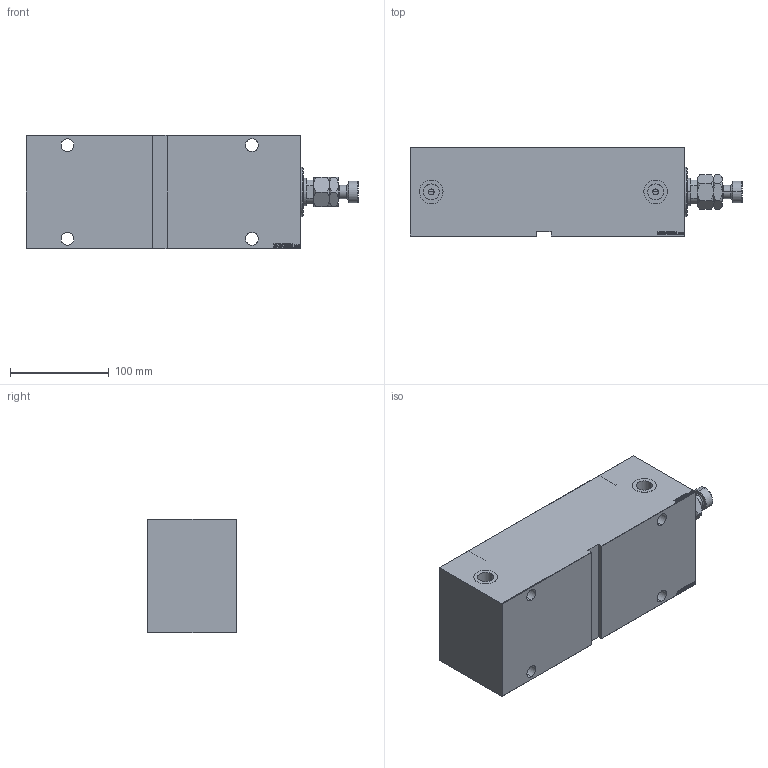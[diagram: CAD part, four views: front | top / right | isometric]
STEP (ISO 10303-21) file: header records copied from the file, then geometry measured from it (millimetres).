
FILE_DESCRIPTION (( 'STEP AP203' ), '1' );
FILE_NAME ('250e.STEP', '2022-04-17T05:46:05', ( '' ), ( '' ), 'SwSTEP 2.0', 'SolidWorks 2019', '' );
FILE_SCHEMA (( 'CONFIG_CONTROL_DESIGN' ));
Length unit declared in the file: millimetre
Products named in the file (5): 250e; MFA 41dd9bcee628690aaad382779ceabba9; V450CM_E_VCP 41dd9bcee628690aaad382779ceabba9; V450CM_E_Body 41dd9bcee628690aaad382779ceabba9; V450CM_VC_B 41dd9bcee628690aaad382779ceabba9
Assembly tree (4 placements, depth 2):
  250e
    V450CM_E_Body 41dd9bcee628690aaad382779ceabba9
    V450CM_E_VCP 41dd9bcee628690aaad382779ceabba9
    V450CM_VC_B 41dd9bcee628690aaad382779ceabba9
    MFA 41dd9bcee628690aaad382779ceabba9
Bounding box: 336.5 x 90 x 115 mm (x, y, z)
Volume: 2288346.6 mm3; surface area: 261587.5 mm2
Topology: 4 solids, 4 shells, 929 faces, 2355 edges, 1549 vertices
Faces by surface type: plane 433, bspline 380, cylinder 70, cone 42, torus 4
Entity records: 45538 total; most frequent: CARTESIAN_POINT 25172, ORIENTED_EDGE 4706, DIRECTION 2825, EDGE_CURVE 2353, VERTEX_POINT 1549, VECTOR 1349, LINE 1349, EDGE_LOOP 1060
